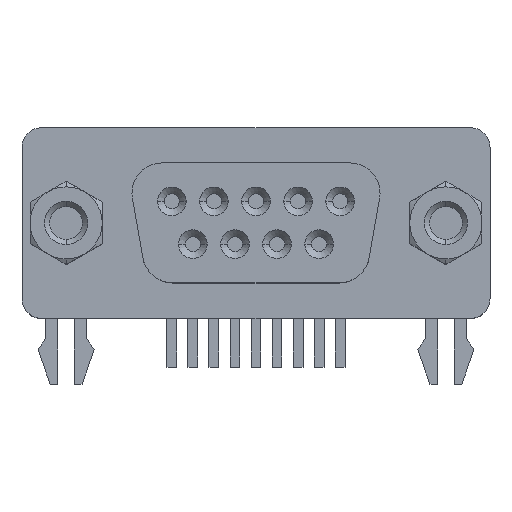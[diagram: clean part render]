
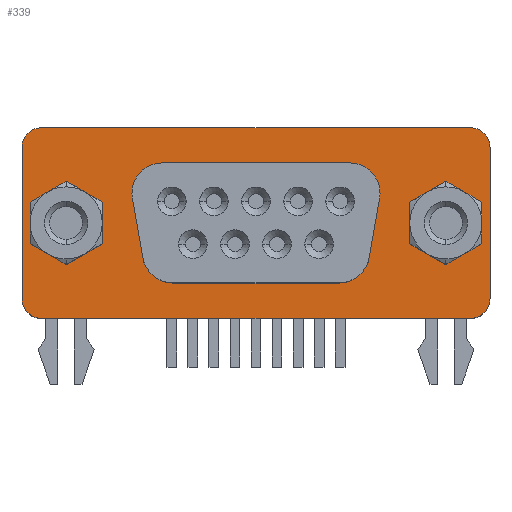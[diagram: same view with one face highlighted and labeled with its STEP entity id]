
A CAD part, top view. The second image highlights one B-rep face of the part: STEP entity #339.
In plain terms, the highlighted planar face has unit normal (0, 0, 1).
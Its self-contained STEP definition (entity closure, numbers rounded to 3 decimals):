
#339=ADVANCED_FACE('',(#834,#835,#836,#837),#838,.T.);
#834=FACE_BOUND('',#1507,.T.);
#835=FACE_BOUND('',#1508,.T.);
#836=FACE_OUTER_BOUND('',#1509,.T.);
#837=FACE_BOUND('',#1510,.T.);
#838=PLANE('',#1511);
#1507=EDGE_LOOP('',(#2426,#2427,#2428,#2429,#2430,#2431));
#1508=EDGE_LOOP('',(#2432,#2433,#2434,#2435,#2436,#2437,#2438,#2439,#2440,#2441));
#1509=EDGE_LOOP('',(#2442,#2443,#2444,#2445,#2446,#2447,#2448,#2449));
#1510=EDGE_LOOP('',(#2450,#2451,#2452,#2453,#2454,#2455));
#1511=AXIS2_PLACEMENT_3D('',#2456,#2457,#2458);
#2426=ORIENTED_EDGE('',*,*,#4088,.T.);
#2427=ORIENTED_EDGE('',*,*,#4089,.T.);
#2428=ORIENTED_EDGE('',*,*,#4090,.T.);
#2429=ORIENTED_EDGE('',*,*,#4091,.T.);
#2430=ORIENTED_EDGE('',*,*,#4092,.T.);
#2431=ORIENTED_EDGE('',*,*,#4093,.T.);
#2432=ORIENTED_EDGE('',*,*,#4094,.T.);
#2433=ORIENTED_EDGE('',*,*,#4095,.T.);
#2434=ORIENTED_EDGE('',*,*,#4096,.T.);
#2435=ORIENTED_EDGE('',*,*,#3900,.T.);
#2436=ORIENTED_EDGE('',*,*,#4097,.T.);
#2437=ORIENTED_EDGE('',*,*,#3893,.T.);
#2438=ORIENTED_EDGE('',*,*,#4098,.T.);
#2439=ORIENTED_EDGE('',*,*,#4099,.T.);
#2440=ORIENTED_EDGE('',*,*,#4100,.T.);
#2441=ORIENTED_EDGE('',*,*,#4101,.T.);
#2442=ORIENTED_EDGE('',*,*,#4102,.F.);
#2443=ORIENTED_EDGE('',*,*,#4103,.F.);
#2444=ORIENTED_EDGE('',*,*,#4104,.F.);
#2445=ORIENTED_EDGE('',*,*,#4105,.F.);
#2446=ORIENTED_EDGE('',*,*,#4106,.F.);
#2447=ORIENTED_EDGE('',*,*,#4107,.F.);
#2448=ORIENTED_EDGE('',*,*,#4108,.F.);
#2449=ORIENTED_EDGE('',*,*,#4109,.F.);
#2450=ORIENTED_EDGE('',*,*,#4080,.T.);
#2451=ORIENTED_EDGE('',*,*,#4083,.T.);
#2452=ORIENTED_EDGE('',*,*,#4070,.T.);
#2453=ORIENTED_EDGE('',*,*,#4074,.T.);
#2454=ORIENTED_EDGE('',*,*,#4077,.T.);
#2455=ORIENTED_EDGE('',*,*,#4085,.T.);
#2456=CARTESIAN_POINT('',(0.,0.0,0.0));
#2457=DIRECTION('',(0.0,0.0,1.0));
#2458=DIRECTION('',(1.0,0.0,0.0));
#3893=EDGE_CURVE('',#4618,#4615,#4619,.T.);
#3900=EDGE_CURVE('',#4625,#4629,#4631,.T.);
#4070=EDGE_CURVE('',#4900,#4898,#4901,.T.);
#4074=EDGE_CURVE('',#4898,#4904,#4906,.T.);
#4077=EDGE_CURVE('',#4904,#4908,#4910,.T.);
#4080=EDGE_CURVE('',#4914,#4912,#4915,.T.);
#4083=EDGE_CURVE('',#4912,#4900,#4918,.T.);
#4085=EDGE_CURVE('',#4908,#4914,#4920,.T.);
#4088=EDGE_CURVE('',#4923,#4924,#4925,.T.);
#4089=EDGE_CURVE('',#4924,#4926,#4927,.T.);
#4090=EDGE_CURVE('',#4926,#4928,#4929,.T.);
#4091=EDGE_CURVE('',#4928,#4930,#4931,.T.);
#4092=EDGE_CURVE('',#4930,#4932,#4933,.T.);
#4093=EDGE_CURVE('',#4932,#4923,#4934,.T.);
#4094=EDGE_CURVE('',#4935,#4936,#4937,.T.);
#4095=EDGE_CURVE('',#4936,#4938,#4939,.T.);
#4096=EDGE_CURVE('',#4938,#4625,#4940,.T.);
#4097=EDGE_CURVE('',#4629,#4618,#4941,.T.);
#4098=EDGE_CURVE('',#4615,#4942,#4943,.T.);
#4099=EDGE_CURVE('',#4942,#4944,#4945,.T.);
#4100=EDGE_CURVE('',#4944,#4946,#4947,.T.);
#4101=EDGE_CURVE('',#4946,#4935,#4948,.T.);
#4102=EDGE_CURVE('',#4949,#4950,#4951,.T.);
#4103=EDGE_CURVE('',#4952,#4949,#4953,.T.);
#4104=EDGE_CURVE('',#4954,#4952,#4955,.T.);
#4105=EDGE_CURVE('',#4956,#4954,#4957,.T.);
#4106=EDGE_CURVE('',#4958,#4956,#4959,.T.);
#4107=EDGE_CURVE('',#4960,#4958,#4961,.T.);
#4108=EDGE_CURVE('',#4962,#4960,#4963,.T.);
#4109=EDGE_CURVE('',#4950,#4962,#4964,.T.);
#4615=VERTEX_POINT('',#5664);
#4618=VERTEX_POINT('',#5668);
#4619=CIRCLE('',#5669,2.0);
#4625=VERTEX_POINT('',#5676);
#4629=VERTEX_POINT('',#5681);
#4631=CIRCLE('',#5684,2.0);
#4898=VERTEX_POINT('',#6161);
#4900=VERTEX_POINT('',#6164);
#4901=LINE('',#6165,#6166);
#4904=VERTEX_POINT('',#6170);
#4906=LINE('',#6173,#6174);
#4908=VERTEX_POINT('',#6176);
#4910=LINE('',#6179,#6180);
#4912=VERTEX_POINT('',#6182);
#4914=VERTEX_POINT('',#6185);
#4915=LINE('',#6186,#6187);
#4918=LINE('',#6191,#6192);
#4920=LINE('',#6194,#6195);
#4923=VERTEX_POINT('',#6198);
#4924=VERTEX_POINT('',#6199);
#4925=LINE('',#6200,#6201);
#4926=VERTEX_POINT('',#6202);
#4927=LINE('',#6203,#6204);
#4928=VERTEX_POINT('',#6205);
#4929=LINE('',#6206,#6207);
#4930=VERTEX_POINT('',#6208);
#4931=LINE('',#6209,#6210);
#4932=VERTEX_POINT('',#6211);
#4933=LINE('',#6212,#6213);
#4934=LINE('',#6214,#6215);
#4935=VERTEX_POINT('',#6216);
#4936=VERTEX_POINT('',#6217);
#4937=CIRCLE('',#6218,2.0);
#4938=VERTEX_POINT('',#6219);
#4939=LINE('',#6220,#6221);
#4940=CIRCLE('',#6222,2.0);
#4941=LINE('',#6223,#6224);
#4942=VERTEX_POINT('',#6225);
#4943=CIRCLE('',#6226,2.0);
#4944=VERTEX_POINT('',#6227);
#4945=LINE('',#6228,#6229);
#4946=VERTEX_POINT('',#6230);
#4947=CIRCLE('',#6231,2.0);
#4948=LINE('',#6232,#6233);
#4949=VERTEX_POINT('',#6234);
#4950=VERTEX_POINT('',#6235);
#4951=CIRCLE('',#6236,1.3);
#4952=VERTEX_POINT('',#6237);
#4953=LINE('',#6238,#6239);
#4954=VERTEX_POINT('',#6240);
#4955=CIRCLE('',#6241,1.3);
#4956=VERTEX_POINT('',#6242);
#4957=LINE('',#6243,#6244);
#4958=VERTEX_POINT('',#6245);
#4959=CIRCLE('',#6246,1.3);
#4960=VERTEX_POINT('',#6247);
#4961=LINE('',#6248,#6249);
#4962=VERTEX_POINT('',#6250);
#4963=CIRCLE('',#6251,1.3);
#4964=LINE('',#6252,#6253);
#5664=CARTESIAN_POINT('',(8.165,1.95,0.0));
#5668=CARTESIAN_POINT('',(6.165,3.95,0.0));
#5669=AXIS2_PLACEMENT_3D('',#7359,#7360,#7361);
#5676=CARTESIAN_POINT('',(-8.165,1.95,0.0));
#5681=CARTESIAN_POINT('',(-6.165,3.95,0.0));
#5684=AXIS2_PLACEMENT_3D('',#7371,#7372,#7373);
#6161=CARTESIAN_POINT('',(12.5,2.742,0.));
#6164=CARTESIAN_POINT('',(10.125,1.371,0.));
#6165=CARTESIAN_POINT('',(6.625,-0.65,0.0));
#6166=VECTOR('',#7596,1.0);
#6170=CARTESIAN_POINT('',(14.875,1.371,0.));
#6173=CARTESIAN_POINT('',(9.0,4.763,0.0));
#6174=VECTOR('',#7599,1.0);
#6176=CARTESIAN_POINT('',(14.875,-1.371,0.));
#6179=CARTESIAN_POINT('',(14.875,0.,0.0));
#6180=VECTOR('',#7601,1.0);
#6182=CARTESIAN_POINT('',(10.125,-1.371,0.));
#6185=CARTESIAN_POINT('',(12.5,-2.742,0.));
#6186=CARTESIAN_POINT('',(6.625,0.65,0.0));
#6187=VECTOR('',#7603,1.0);
#6191=CARTESIAN_POINT('',(10.125,0.,0.0));
#6192=VECTOR('',#7605,1.0);
#6194=CARTESIAN_POINT('',(9.0,-4.763,0.0));
#6195=VECTOR('',#7606,1.0);
#6198=CARTESIAN_POINT('',(-12.5,-2.742,0.));
#6199=CARTESIAN_POINT('',(-14.875,-1.371,0.));
#6200=CARTESIAN_POINT('',(-9.0,-4.763,0.0));
#6201=VECTOR('',#7607,1.0);
#6202=CARTESIAN_POINT('',(-14.875,1.371,0.));
#6203=CARTESIAN_POINT('',(-14.875,0.,0.0));
#6204=VECTOR('',#7608,1.0);
#6205=CARTESIAN_POINT('',(-12.5,2.742,0.));
#6206=CARTESIAN_POINT('',(-9.0,4.763,0.0));
#6207=VECTOR('',#7609,1.0);
#6208=CARTESIAN_POINT('',(-10.125,1.371,0.));
#6209=CARTESIAN_POINT('',(-6.625,-0.65,0.));
#6210=VECTOR('',#7610,1.0);
#6211=CARTESIAN_POINT('',(-10.125,-1.371,0.));
#6212=CARTESIAN_POINT('',(-10.125,0.,0.0));
#6213=VECTOR('',#7611,1.0);
#6214=CARTESIAN_POINT('',(-6.625,0.65,0.0));
#6215=VECTOR('',#7612,1.0);
#6216=CARTESIAN_POINT('',(-5.477,-3.95,0.0));
#6217=CARTESIAN_POINT('',(-7.447,-2.297,0.0));
#6218=AXIS2_PLACEMENT_3D('',#7613,#7614,#7615);
#6219=CARTESIAN_POINT('',(-8.135,1.603,0.0));
#6220=CARTESIAN_POINT('',(-7.703,-0.845,0.0));
#6221=VECTOR('',#7616,1.0);
#6222=AXIS2_PLACEMENT_3D('',#7617,#7618,#7619);
#6223=CARTESIAN_POINT('',(0.,3.95,0.0));
#6224=VECTOR('',#7620,1.0);
#6225=CARTESIAN_POINT('',(8.135,1.603,0.0));
#6226=AXIS2_PLACEMENT_3D('',#7621,#7622,#7623);
#6227=CARTESIAN_POINT('',(7.447,-2.297,0.0));
#6228=CARTESIAN_POINT('',(7.703,-0.845,0.0));
#6229=VECTOR('',#7624,1.0);
#6230=CARTESIAN_POINT('',(5.477,-3.95,0.0));
#6231=AXIS2_PLACEMENT_3D('',#7625,#7626,#7627);
#6232=CARTESIAN_POINT('',(0.,-3.95,0.0));
#6233=VECTOR('',#7628,1.0);
#6234=CARTESIAN_POINT('',(-14.105,-6.275,0.0));
#6235=CARTESIAN_POINT('',(-15.405,-4.975,0.0));
#6236=AXIS2_PLACEMENT_3D('',#7629,#7630,#7631);
#6237=CARTESIAN_POINT('',(14.105,-6.275,0.0));
#6238=CARTESIAN_POINT('',(-14.105,-6.275,0.0));
#6239=VECTOR('',#7632,1.0);
#6240=CARTESIAN_POINT('',(15.405,-4.975,0.0));
#6241=AXIS2_PLACEMENT_3D('',#7633,#7634,#7635);
#6242=CARTESIAN_POINT('',(15.405,4.975,0.0));
#6243=CARTESIAN_POINT('',(15.405,-4.975,0.0));
#6244=VECTOR('',#7636,1.0);
#6245=CARTESIAN_POINT('',(14.105,6.275,0.0));
#6246=AXIS2_PLACEMENT_3D('',#7637,#7638,#7639);
#6247=CARTESIAN_POINT('',(-14.105,6.275,0.0));
#6248=CARTESIAN_POINT('',(14.105,6.275,0.0));
#6249=VECTOR('',#7640,1.0);
#6250=CARTESIAN_POINT('',(-15.405,4.975,0.0));
#6251=AXIS2_PLACEMENT_3D('',#7641,#7642,#7643);
#6252=CARTESIAN_POINT('',(-15.405,4.975,0.0));
#6253=VECTOR('',#7644,1.0);
#7359=CARTESIAN_POINT('',(6.165,1.95,0.0));
#7360=DIRECTION('',(0.0,0.0,-1.0));
#7361=DIRECTION('',(1.0,0.0,0.0));
#7371=CARTESIAN_POINT('',(-6.165,1.95,0.0));
#7372=DIRECTION('',(0.0,0.0,-1.0));
#7373=DIRECTION('',(1.0,0.0,0.0));
#7596=DIRECTION('',(0.866,0.5,-0.0));
#7599=DIRECTION('',(0.866,-0.5,0.0));
#7601=DIRECTION('',(0.,-1.0,0.0));
#7603=DIRECTION('',(-0.866,0.5,0.0));
#7605=DIRECTION('',(0.,1.0,-0.0));
#7606=DIRECTION('',(-0.866,-0.5,0.0));
#7607=DIRECTION('',(-0.866,0.5,0.0));
#7608=DIRECTION('',(0.,1.0,-0.0));
#7609=DIRECTION('',(0.866,0.5,-0.0));
#7610=DIRECTION('',(0.866,-0.5,0.0));
#7611=DIRECTION('',(0.,-1.0,0.0));
#7612=DIRECTION('',(-0.866,-0.5,0.0));
#7613=CARTESIAN_POINT('',(-5.477,-1.95,0.0));
#7614=DIRECTION('',(0.0,0.0,-1.0));
#7615=DIRECTION('',(1.0,0.0,0.0));
#7616=DIRECTION('',(-0.174,0.985,0.0));
#7617=CARTESIAN_POINT('',(-6.165,1.95,0.0));
#7618=DIRECTION('',(0.0,0.0,-1.0));
#7619=DIRECTION('',(1.0,0.0,0.0));
#7620=DIRECTION('',(1.0,0.0,0.0));
#7621=CARTESIAN_POINT('',(6.165,1.95,0.0));
#7622=DIRECTION('',(0.0,0.0,-1.0));
#7623=DIRECTION('',(1.0,0.0,0.0));
#7624=DIRECTION('',(-0.174,-0.985,0.0));
#7625=CARTESIAN_POINT('',(5.477,-1.95,0.0));
#7626=DIRECTION('',(0.0,0.0,-1.0));
#7627=DIRECTION('',(1.0,0.0,0.0));
#7628=DIRECTION('',(-1.0,0.0,0.0));
#7629=CARTESIAN_POINT('',(-14.105,-4.975,0.0));
#7630=DIRECTION('',(0.0,0.0,-1.0));
#7631=DIRECTION('',(1.0,0.0,0.0));
#7632=DIRECTION('',(-1.0,-0.0,-0.0));
#7633=CARTESIAN_POINT('',(14.105,-4.975,0.0));
#7634=DIRECTION('',(0.0,0.0,-1.0));
#7635=DIRECTION('',(1.0,0.0,0.0));
#7636=DIRECTION('',(-0.0,-1.0,-0.0));
#7637=CARTESIAN_POINT('',(14.105,4.975,0.0));
#7638=DIRECTION('',(0.0,0.0,-1.0));
#7639=DIRECTION('',(1.0,0.0,0.0));
#7640=DIRECTION('',(1.0,0.,0.0));
#7641=CARTESIAN_POINT('',(-14.105,4.975,0.0));
#7642=DIRECTION('',(0.0,0.0,-1.0));
#7643=DIRECTION('',(1.0,0.0,0.0));
#7644=DIRECTION('',(0.0,1.0,0.0));
